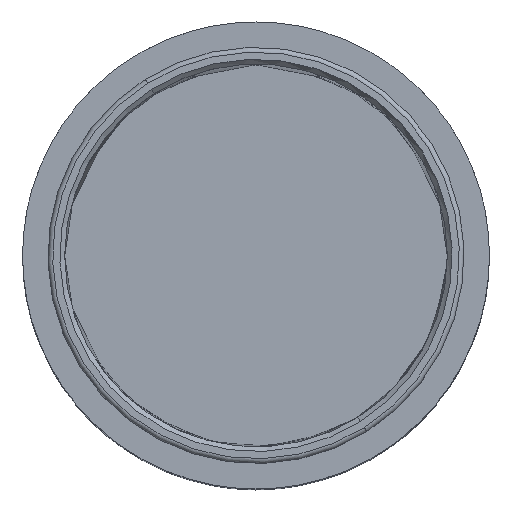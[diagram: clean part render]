
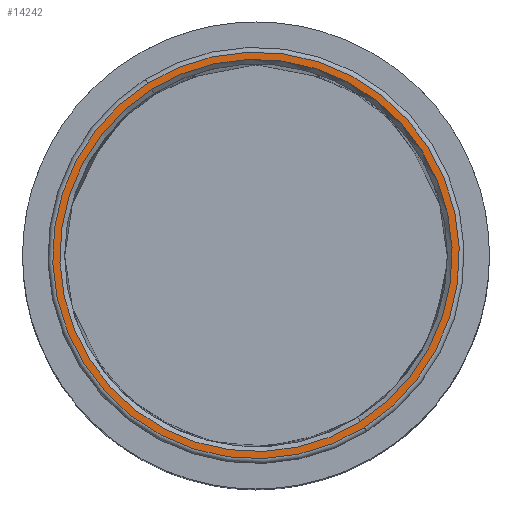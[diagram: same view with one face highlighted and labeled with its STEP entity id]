
A CAD part, top view. The second image highlights one B-rep face of the part: STEP entity #14242.
In plain terms, the highlighted planar face has unit normal (0, 0, 1).
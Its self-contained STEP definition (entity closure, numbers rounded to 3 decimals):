
#1948 = CARTESIAN_POINT ( 'NONE',  ( 0., 0., 1204. ) ) ;
#2500 = CARTESIAN_POINT ( 'NONE',  ( 0., 0., 1204. ) ) ;
#2613 = FACE_OUTER_BOUND ( 'NONE', #20075, .T. ) ;
#2663 = CIRCLE ( 'NONE', #21333, 425. ) ;
#3992 = CARTESIAN_POINT ( 'NONE',  ( 0., 0., 1204. ) ) ;
#5323 = EDGE_CURVE ( 'NONE', #11131, #18275, #14386, .T. ) ;
#5340 = ORIENTED_EDGE ( 'NONE', *, *, #5323, .T. ) ;
#7213 = DIRECTION ( 'NONE',  ( 0., 0., -1. ) ) ;
#7742 = CARTESIAN_POINT ( 'NONE',  ( 0., 0., 1204. ) ) ;
#7898 = EDGE_CURVE ( 'NONE', #16009, #13811, #17940, .T. ) ;
#8370 = CARTESIAN_POINT ( 'NONE',  ( 0., 0., 1204. ) ) ;
#9458 = DIRECTION ( 'NONE',  ( 1., 0., 0. ) ) ;
#9472 = CIRCLE ( 'NONE', #22067, 410. ) ;
#9569 = DIRECTION ( 'NONE',  ( 0., 0., 1. ) ) ;
#11036 = CARTESIAN_POINT ( 'NONE',  ( 226.323, -359.726, 1204. ) ) ;
#11131 = VERTEX_POINT ( 'NONE', #13774 ) ;
#11745 = DIRECTION ( 'NONE',  ( -0.533, 0.846, 0. ) ) ;
#12421 = CARTESIAN_POINT ( 'NONE',  ( -226.323, 359.726, 1204. ) ) ;
#12635 = DIRECTION ( 'NONE',  ( -0.533, 0.846, 0. ) ) ;
#13496 = EDGE_LOOP ( 'NONE', ( #5340, #16712 ) ) ;
#13774 = CARTESIAN_POINT ( 'NONE',  ( 218.335, -347.03, 1204. ) ) ;
#13811 = VERTEX_POINT ( 'NONE', #11036 ) ;
#14242 = ADVANCED_FACE ( 'NONE', ( #19699, #2613 ), #16094, .T. ) ;
#14386 = CIRCLE ( 'NONE', #15474, 410. ) ;
#15474 = AXIS2_PLACEMENT_3D ( 'NONE', #1948, #7213, #20833 ) ;
#15853 = DIRECTION ( 'NONE',  ( 0., 0., -1. ) ) ;
#16009 = VERTEX_POINT ( 'NONE', #12421 ) ;
#16094 = PLANE ( 'NONE',  #17389 ) ;
#16140 = AXIS2_PLACEMENT_3D ( 'NONE', #7742, #15853, #17768 ) ;
#16433 = ORIENTED_EDGE ( 'NONE', *, *, #7898, .F. ) ;
#16554 = EDGE_CURVE ( 'NONE', #13811, #16009, #2663, .T. ) ;
#16712 = ORIENTED_EDGE ( 'NONE', *, *, #19197, .T. ) ;
#17389 = AXIS2_PLACEMENT_3D ( 'NONE', #2500, #9569, #9458 ) ;
#17768 = DIRECTION ( 'NONE',  ( -0.533, 0.846, 0. ) ) ;
#17940 = CIRCLE ( 'NONE', #16140, 425. ) ;
#18275 = VERTEX_POINT ( 'NONE', #19479 ) ;
#19197 = EDGE_CURVE ( 'NONE', #18275, #11131, #9472, .T. ) ;
#19479 = CARTESIAN_POINT ( 'NONE',  ( -218.335, 347.03, 1204. ) ) ;
#19646 = ORIENTED_EDGE ( 'NONE', *, *, #16554, .F. ) ;
#19699 = FACE_BOUND ( 'NONE', #13496, .T. ) ;
#20075 = EDGE_LOOP ( 'NONE', ( #16433, #19646 ) ) ;
#20833 = DIRECTION ( 'NONE',  ( -0.533, 0.846, 0. ) ) ;
#20971 = DIRECTION ( 'NONE',  ( 0., 0., -1. ) ) ;
#21333 = AXIS2_PLACEMENT_3D ( 'NONE', #3992, #20971, #12635 ) ;
#21758 = DIRECTION ( 'NONE',  ( 0., 0., -1. ) ) ;
#22067 = AXIS2_PLACEMENT_3D ( 'NONE', #8370, #21758, #11745 ) ;
